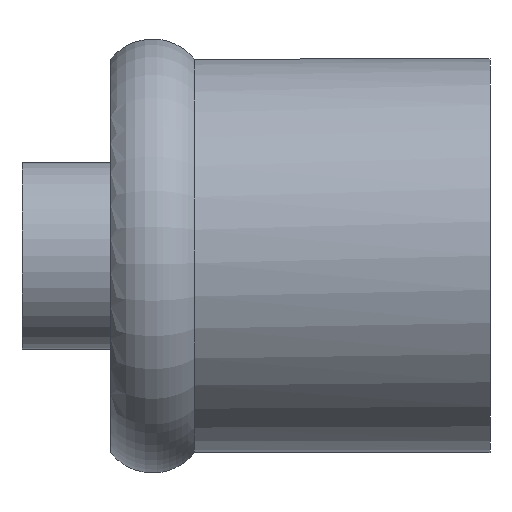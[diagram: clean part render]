
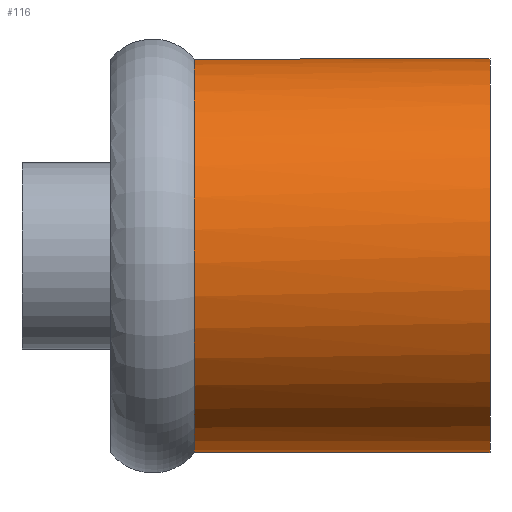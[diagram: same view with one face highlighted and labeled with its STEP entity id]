
A CAD part, left-side view. The second image highlights one B-rep face of the part: STEP entity #116.
In plain terms, the highlighted cylindrical face has radius 20 mm (diameter 40 mm), a full revolution.
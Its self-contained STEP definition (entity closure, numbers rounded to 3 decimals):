
#100=CYLINDRICAL_SURFACE('',#493,20.);
#116=ADVANCED_FACE('',(#180,#181),#100,.T.);
#172=CIRCLE('',#488,20.);
#173=CIRCLE('',#490,20.);
#174=CIRCLE('',#491,20.);
#175=CIRCLE('',#492,20.);
#180=FACE_BOUND('',#193,.T.);
#181=FACE_BOUND('',#194,.T.);
#193=EDGE_LOOP('',(#242,#243,#244));
#194=EDGE_LOOP('',(#245));
#242=ORIENTED_EDGE('',*,*,#383,.T.);
#243=ORIENTED_EDGE('',*,*,#384,.T.);
#244=ORIENTED_EDGE('',*,*,#380,.T.);
#245=ORIENTED_EDGE('',*,*,#385,.F.);
#341=VERTEX_POINT('',#675);
#342=VERTEX_POINT('',#677);
#344=VERTEX_POINT('',#696);
#345=VERTEX_POINT('',#699);
#380=EDGE_CURVE('',#342,#341,#172,.T.);
#383=EDGE_CURVE('',#341,#344,#173,.T.);
#384=EDGE_CURVE('',#344,#342,#174,.T.);
#385=EDGE_CURVE('',#345,#345,#175,.T.);
#488=AXIS2_PLACEMENT_3D('',#676,#537,#538);
#490=AXIS2_PLACEMENT_3D('',#695,#541,#542);
#491=AXIS2_PLACEMENT_3D('',#697,#543,#544);
#492=AXIS2_PLACEMENT_3D('',#698,#545,#546);
#493=AXIS2_PLACEMENT_3D('',#700,#547,#548);
#537=DIRECTION('',(0.,-1.,0.));
#538=DIRECTION('',(0.,0.,-1.));
#541=DIRECTION('',(0.,-1.,0.));
#542=DIRECTION('',(0.,0.,-1.));
#543=DIRECTION('',(0.,-1.,0.));
#544=DIRECTION('',(0.,0.,-1.));
#545=DIRECTION('',(0.,-1.,0.));
#546=DIRECTION('',(0.,0.,-1.));
#547=DIRECTION('',(0.,-1.,0.));
#548=DIRECTION('',(0.,0.,-1.));
#675=CARTESIAN_POINT('',(155.74,87.544,-14.283));
#676=CARTESIAN_POINT('',(141.74,87.544,0.));
#677=CARTESIAN_POINT('',(155.74,87.544,14.283));
#695=CARTESIAN_POINT('',(141.74,87.544,0.));
#696=CARTESIAN_POINT('',(161.74,87.544,0.));
#697=CARTESIAN_POINT('',(141.74,87.544,0.));
#698=CARTESIAN_POINT('',(141.74,57.544,0.));
#699=CARTESIAN_POINT('',(141.74,57.544,-20.));
#700=CARTESIAN_POINT('',(141.74,47.044,0.));
